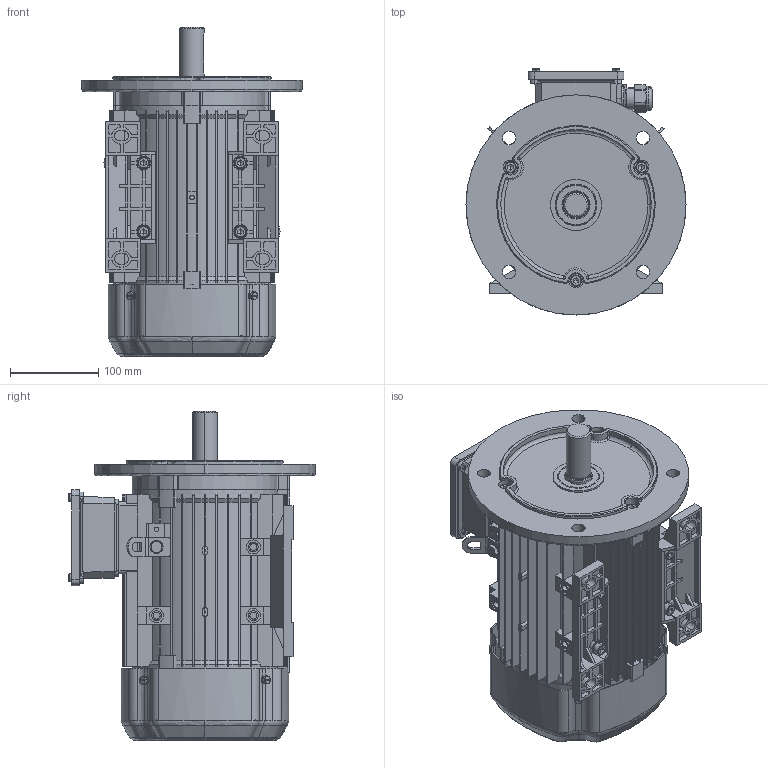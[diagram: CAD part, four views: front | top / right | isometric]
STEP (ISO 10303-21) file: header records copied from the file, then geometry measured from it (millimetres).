
FILE_DESCRIPTION (( 'STEP AP214' ), '1' );
FILE_NAME ('FCPA-IE3-100-L-2468-B35-Ver.2.STEP', '2024-10-23T09:48:47', ( '' ), ( '' ), 'SwSTEP 2.0', 'SolidWorks 2023', '' );
FILE_SCHEMA (( 'AUTOMOTIVE_DESIGN' ));
Length unit declared in the file: millimetre
Products named in the file (57): JL3-100-B35_step; JL3-100-B35_step_44; JL3-100-B35_step_51; FCPA-IE3-100-L-2468-B35-Ver.2; JL3-100-B35_step_31; JL3-100-B35_step_36; JL3-100-B35_step_30; JL3-100-B35_step_17; JL3-100-B35_step_42; JL3-100-B35_step_28; 50_625 PA7001; JL3-100-B35_step_27; JL3-100-B35_step_16; JL3-100-B35_step_41; JL3-100-B35_step_21; JL3-100-B35_step_2; JL3-100-B35_step_34; JL3-100-B35_step_37; JL3-100-B35_step_22; JL3-100-B35_step_45; JL3-100-B35_step_7; JL3-100-B35_step_9; JL3-100-B35_step_43; JL3-100-B35_step_4; JL3-100-B35_step_3; JL3-100-B35_step_32; JL3-100-B35_step_8; JL3-100-B35_step_14; JL3-100-B35_step_25; JL3-100-B35_step_53; JL3-100-B35_step_38; JL3-100-B35_step_19; JL3-100-B35_step_13; JL3-100-B35_step_35; JL3-100-B35_step_26; JL3-100-B35_step_33; JL3-100-B35_step_40; JL3-100-B35_step_11; JL3-100-B35_step_6; JL3-100-B35_step_18 ...
Assembly tree (56 placements, depth 2):
  FCPA-IE3-100-L-2468-B35-Ver.2
    JL3-100-B35_step_45
    JL3-100-B35_step_25
    JL3-100-B35_step_11
    JL3-100-B35_step_24
    JL3-100-B35_step_20
    JL3-100-B35_step_44
    JL3-100-B35_step_8
    JL3-100-B35_step_27
    JL3-100-B35_step_49
    JL3-100-B35_step_6
    JL3-100-B35_step_21
    JL3-100-B35_step_22
    JL3-100-B35_step_26
    JL3-100-B35_step_32
    JL3-100-B35_step_29
    JL3-100-B35_step_46
    JL3-100-B35_step_7
    JL3-100-B35_step_28
    JL3-100-B35_step_47
    JL3-100-B35_step_50
    JL3-100-B35_step_9
    JL3-100-B35_step_31
    JL3-100-B35_step_30
    JL3-100-B35_step_2
    JL3-100-B35_step_48
    JL3-100-B35_step_41
    JL3-100-B35_step_10
    JL3-100-B35_step_3
    JL3-100-B35_step_4
    JL3-100-B35_step_51
    JL3-100-B35_step_12
    JL3-100-B35_step
    JL3-100-B35_step_42
    JL3-100-B35_step_33
    JL3-100-B35_step_43
    JL3-100-B35_step_23
    JL3-100-B35_step_19
    JL3-100-B35_step_5
    JL3-100-B35_step_53
    JL3-100-B35_step_17
    JL3-100-B35_step_14
    JL3-100-B35_step_16
    JL3-100-B35_step_38
    JL3-100-B35_step_36
    JL3-100-B35_step_54
    JL3-100-B35_step_34
    JL3-100-B35_step_37
    JL3-100-B35_step_40
    JL3-100-B35_step_35
    JL3-100-B35_step_52
    JL3-100-B35_step_39
    JL3-100-B35_step_18
    JL3-100-B35_step_15
    JL3-100-B35_step_13
    50_625 PA7001
    10_2515 PAV
Bounding box: 250 x 279.5 x 374 mm (x, y, z)
Volume: 2077484.4 mm3; surface area: 1136044.9 mm2
Topology: 56 solids, 56 shells, 4536 faces, 12310 edges, 8006 vertices
Faces by surface type: plane 1855, cylinder 1795, bspline 567, cone 290, torus 25, sphere 4
Entity records: 198598 total; most frequent: CARTESIAN_POINT 83527, ORIENTED_EDGE 24564, DIRECTION 22841, EDGE_CURVE 12282, AXIS2_PLACEMENT_3D 8267, VERTEX_POINT 8006, LINE 6307, VECTOR 6307
